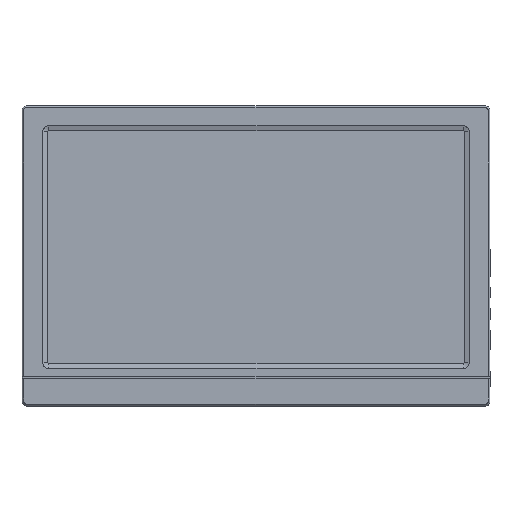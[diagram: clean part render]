
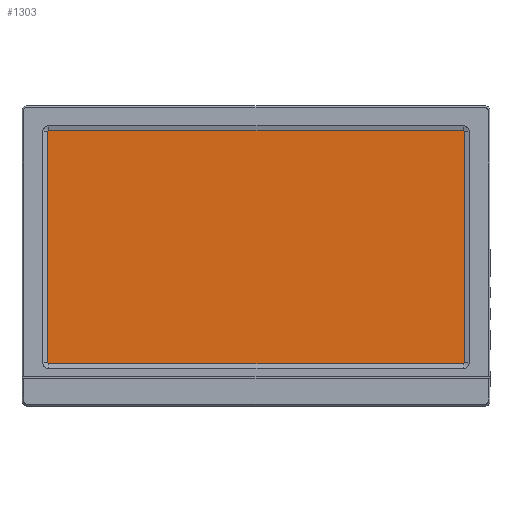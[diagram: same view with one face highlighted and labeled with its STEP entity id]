
A CAD part, top view. The second image highlights one B-rep face of the part: STEP entity #1303.
In plain terms, the highlighted free-form (B-spline) face has degree [1, 1] with [2, 2] control points.
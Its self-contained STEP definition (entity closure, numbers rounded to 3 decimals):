
#1051 = EDGE_CURVE('',#1052,#1054,#1056,.T.);
#1052 = VERTEX_POINT('',#1053);
#1053 = CARTESIAN_POINT('',(115.627,65.496,
    5.58));
#1054 = VERTEX_POINT('',#1055);
#1055 = CARTESIAN_POINT('',(109.189,71.934,
    5.58));
#1056 = ( BOUNDED_CURVE() B_SPLINE_CURVE(2,(#1057,#1058,#1059),
.UNSPECIFIED.,.F.,.F.) B_SPLINE_CURVE_WITH_KNOTS((3,3),(0.,
1.571),.PIECEWISE_BEZIER_KNOTS.) CURVE() 
GEOMETRIC_REPRESENTATION_ITEM() RATIONAL_B_SPLINE_CURVE((1.,
0.707,1.)) REPRESENTATION_ITEM('') );
#1057 = CARTESIAN_POINT('',(115.627,65.496,
    5.58));
#1058 = CARTESIAN_POINT('',(115.627,71.934,
    5.58));
#1059 = CARTESIAN_POINT('',(109.189,71.934,
    5.58));
#1091 = EDGE_CURVE('',#1092,#1052,#1094,.T.);
#1092 = VERTEX_POINT('',#1093);
#1093 = CARTESIAN_POINT('',(115.627,-56.225,
    5.58));
#1094 = B_SPLINE_CURVE_WITH_KNOTS('',1,(#1095,#1096),.UNSPECIFIED.,.F.,
  .F.,(2,2),(0.,141.8),.PIECEWISE_BEZIER_KNOTS.);
#1095 = CARTESIAN_POINT('',(115.627,-56.225,
    5.58));
#1096 = CARTESIAN_POINT('',(115.627,65.496,
    5.58));
#1119 = EDGE_CURVE('',#1120,#1092,#1122,.T.);
#1120 = VERTEX_POINT('',#1121);
#1121 = CARTESIAN_POINT('',(109.189,-62.664,
    5.58));
#1122 = ( BOUNDED_CURVE() B_SPLINE_CURVE(2,(#1123,#1124,#1125),
.UNSPECIFIED.,.F.,.F.) B_SPLINE_CURVE_WITH_KNOTS((3,3),(4.712,
6.283),.PIECEWISE_BEZIER_KNOTS.) CURVE() 
GEOMETRIC_REPRESENTATION_ITEM() RATIONAL_B_SPLINE_CURVE((1.,
0.707,1.)) REPRESENTATION_ITEM('') );
#1123 = CARTESIAN_POINT('',(109.189,-62.664,
    5.58));
#1124 = CARTESIAN_POINT('',(115.627,-62.664,
    5.58));
#1125 = CARTESIAN_POINT('',(115.627,-56.225,
    5.58));
#1151 = EDGE_CURVE('',#1152,#1120,#1154,.T.);
#1152 = VERTEX_POINT('',#1153);
#1153 = CARTESIAN_POINT('',(-109.189,-62.664,
    5.58));
#1154 = B_SPLINE_CURVE_WITH_KNOTS('',1,(#1155,#1156),.UNSPECIFIED.,.F.,
  .F.,(2,2),(0.,254.4),.PIECEWISE_BEZIER_KNOTS.);
#1155 = CARTESIAN_POINT('',(-109.189,-62.664,
    5.58));
#1156 = CARTESIAN_POINT('',(109.189,-62.664,
    5.58));
#1179 = EDGE_CURVE('',#1180,#1152,#1182,.T.);
#1180 = VERTEX_POINT('',#1181);
#1181 = CARTESIAN_POINT('',(-115.627,-56.225,
    5.58));
#1182 = ( BOUNDED_CURVE() B_SPLINE_CURVE(2,(#1183,#1184,#1185),
.UNSPECIFIED.,.F.,.F.) B_SPLINE_CURVE_WITH_KNOTS((3,3),(3.142,
4.712),.PIECEWISE_BEZIER_KNOTS.) CURVE() 
GEOMETRIC_REPRESENTATION_ITEM() RATIONAL_B_SPLINE_CURVE((1.,
0.707,1.)) REPRESENTATION_ITEM('') );
#1183 = CARTESIAN_POINT('',(-115.627,-56.225,
    5.58));
#1184 = CARTESIAN_POINT('',(-115.627,-62.664,
    5.58));
#1185 = CARTESIAN_POINT('',(-109.189,-62.664,
    5.58));
#1211 = EDGE_CURVE('',#1212,#1180,#1214,.T.);
#1212 = VERTEX_POINT('',#1213);
#1213 = CARTESIAN_POINT('',(-115.627,65.496,
    5.58));
#1214 = B_SPLINE_CURVE_WITH_KNOTS('',1,(#1215,#1216),.UNSPECIFIED.,.F.,
  .F.,(2,2),(0.,141.8),.PIECEWISE_BEZIER_KNOTS.);
#1215 = CARTESIAN_POINT('',(-115.627,65.496,
    5.58));
#1216 = CARTESIAN_POINT('',(-115.627,-56.225,
    5.58));
#1239 = EDGE_CURVE('',#1240,#1212,#1242,.T.);
#1240 = VERTEX_POINT('',#1241);
#1241 = CARTESIAN_POINT('',(-109.189,71.934,
    5.58));
#1242 = ( BOUNDED_CURVE() B_SPLINE_CURVE(2,(#1243,#1244,#1245),
.UNSPECIFIED.,.F.,.F.) B_SPLINE_CURVE_WITH_KNOTS((3,3),(1.571,
3.142),.PIECEWISE_BEZIER_KNOTS.) CURVE() 
GEOMETRIC_REPRESENTATION_ITEM() RATIONAL_B_SPLINE_CURVE((1.,
0.707,1.)) REPRESENTATION_ITEM('') );
#1243 = CARTESIAN_POINT('',(-109.189,71.934,
    5.58));
#1244 = CARTESIAN_POINT('',(-115.627,71.934,
    5.58));
#1245 = CARTESIAN_POINT('',(-115.627,65.496,
    5.58));
#1271 = EDGE_CURVE('',#1054,#1240,#1272,.T.);
#1272 = B_SPLINE_CURVE_WITH_KNOTS('',1,(#1273,#1274),.UNSPECIFIED.,.F.,
  .F.,(2,2),(0.,254.4),.PIECEWISE_BEZIER_KNOTS.);
#1273 = CARTESIAN_POINT('',(109.189,71.934,
    5.58));
#1274 = CARTESIAN_POINT('',(-109.189,71.934,
    5.58));
#1303 = ADVANCED_FACE('',(#1304),#1314,.T.);
#1304 = FACE_BOUND('',#1305,.T.);
#1305 = EDGE_LOOP('',(#1306,#1307,#1308,#1309,#1310,#1311,#1312,#1313));
#1306 = ORIENTED_EDGE('',*,*,#1051,.T.);
#1307 = ORIENTED_EDGE('',*,*,#1271,.T.);
#1308 = ORIENTED_EDGE('',*,*,#1239,.T.);
#1309 = ORIENTED_EDGE('',*,*,#1211,.T.);
#1310 = ORIENTED_EDGE('',*,*,#1179,.T.);
#1311 = ORIENTED_EDGE('',*,*,#1151,.T.);
#1312 = ORIENTED_EDGE('',*,*,#1119,.T.);
#1313 = ORIENTED_EDGE('',*,*,#1091,.T.);
#1314 = B_SPLINE_SURFACE_WITH_KNOTS('',1,1,(
    (#1315,#1316)
    ,(#1317,#1318
    )),.UNSPECIFIED.,.F.,.F.,.F.,(2,2),(2,2),(-261.9,7.5),(-149.3,7.5),
  .PIECEWISE_BEZIER_KNOTS.);
#1315 = CARTESIAN_POINT('',(-115.627,-62.664,
    5.58));
#1316 = CARTESIAN_POINT('',(-115.627,71.934,
    5.58));
#1317 = CARTESIAN_POINT('',(115.627,-62.664,
    5.58));
#1318 = CARTESIAN_POINT('',(115.627,71.934,
    5.58));
